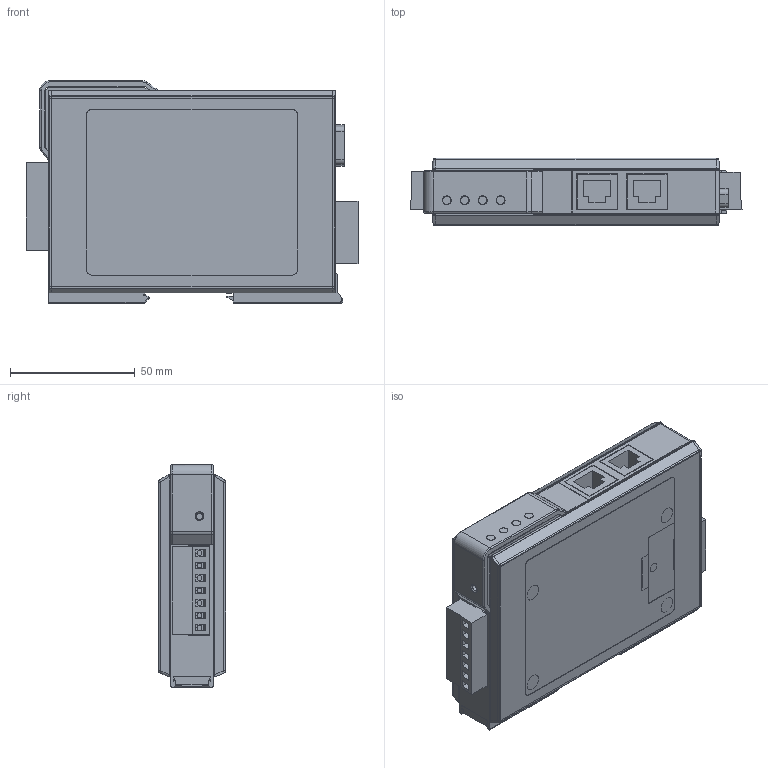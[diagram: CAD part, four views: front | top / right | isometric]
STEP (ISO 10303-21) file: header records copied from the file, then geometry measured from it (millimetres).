
FILE_DESCRIPTION((''),'2;1');
FILE_NAME('MGATE_EIP_3170_3D','2013-12-28T',('Vincent_Huang'),(''),'PRO/ENGINEER BY PARAMETRIC TECHNOLOGY CORPORATION, 2004320','PRO/ENGINEER BY PARAMETRIC TECHNOLOGY CORPORATION, 2004320','');
FILE_SCHEMA(('CONFIG_CONTROL_DESIGN'));
Length unit declared in the file: millimetre
Products named in the file (1): MGATE_EIP_3170_3D
Bounding box: 133.1 x 27 x 89.2 mm (x, y, z)
Surface area: 174089.6 mm2 (no closed solid volume)
Topology: 0 solids, 18 shells, 2138 faces, 5613 edges, 3709 vertices
Faces by surface type: plane 1582, cylinder 502, torus 20, cone 18, sphere 12, bspline 4
Entity records: 66043 total; most frequent: CARTESIAN_POINT 11987, ORIENTED_EDGE 11214, DIRECTION 10846, EDGE_CURVE 5607, VECTOR 4462, LINE 4462, VERTEX_POINT 3709, AXIS2_PLACEMENT_3D 3192
